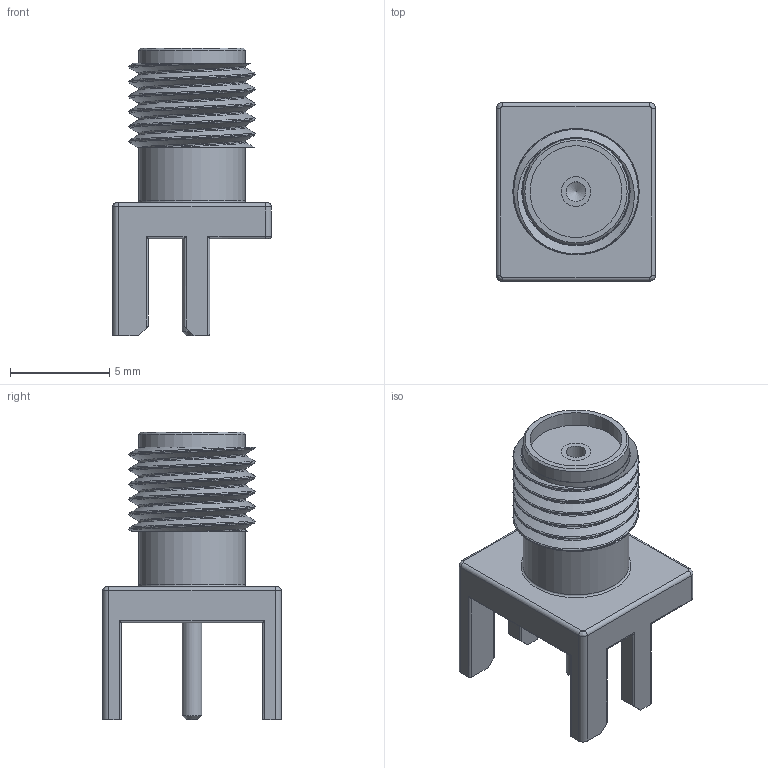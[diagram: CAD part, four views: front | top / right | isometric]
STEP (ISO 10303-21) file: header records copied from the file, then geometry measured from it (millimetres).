
FILE_DESCRIPTION(/* description */ (''),/* implementation_level */ '2;1');
FILE_NAME(/* name */ 'SMA-20.stp',/* time_stamp */ '2016-01-25T13:11:55+02:00',/* author */ ('puretus'),/* organization */ (''),/* preprocessor_version */ 'ST-DEVELOPER v15.2',/* originating_system */ 'Autodesk Inventor 2014',/* authorisation */ '');
FILE_SCHEMA (('AUTOMOTIVE_DESIGN { 1 0 10303 214 3 1 1 }'));
Length unit declared in the file: millimetre
Products named in the file (4): SMA-20_00; SMA-20_01; SMA-20_02; SMA-20
Bounding box: 8 x 9 x 14.5 mm (x, y, z)
Volume: 191.7 mm3; surface area: 1090.5 mm2
Topology: 4 solids, 5 shells, 91 faces, 213 edges, 134 vertices
Faces by surface type: cylinder 41, plane 34, bspline 10, torus 3, cone 3
Full cylindrical faces by diameter (mm): 1 x2, 1.5 x2, 4.63 x3, 5.35 x2, 5.371 x2
Entity records: 5352 total; most frequent: CARTESIAN_POINT 3254, DIRECTION 433, ORIENTED_EDGE 388, EDGE_CURVE 195, AXIS2_PLACEMENT_3D 169, VERTEX_POINT 131, EDGE_LOOP 116, LINE 95
